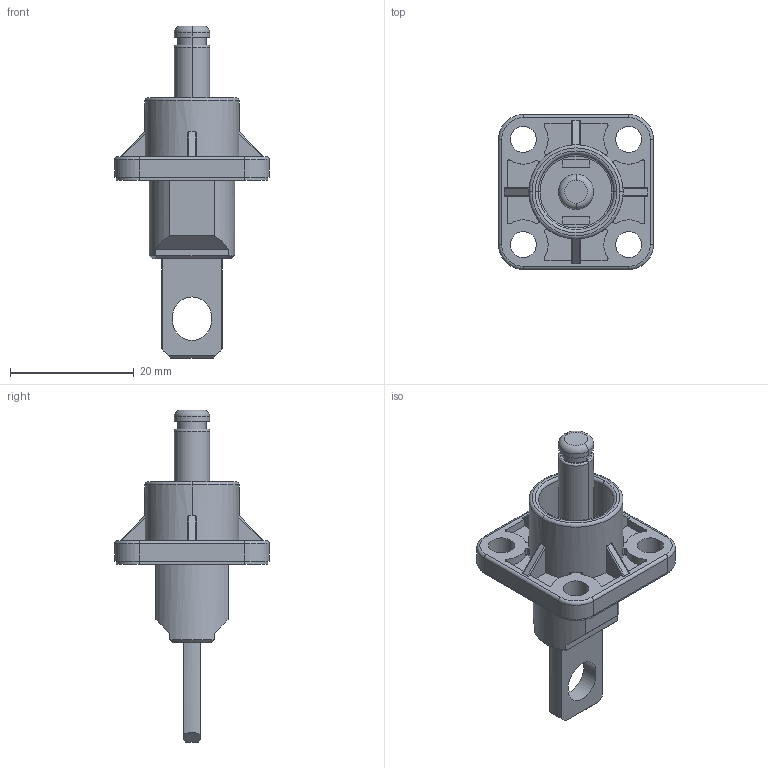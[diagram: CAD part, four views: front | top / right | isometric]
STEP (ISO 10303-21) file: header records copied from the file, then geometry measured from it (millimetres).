
FILE_DESCRIPTION (( 'STEP AP214' ), '1' );
FILE_NAME ('RL9-057-20X-F1.STEP', '2017-01-12T01:14:45', ( '' ), ( '' ), 'SwSTEP 2.0', 'SolidWorks 2014', '' );
FILE_SCHEMA (( 'AUTOMOTIVE_DESIGN' ));
Length unit declared in the file: millimetre
Products named in the file (1): RL9-057-20X-F1
Bounding box: 25 x 25 x 53.6 mm (x, y, z)
Volume: 5059.9 mm3; surface area: 3933.7 mm2
Topology: 1 solids, 1 shells, 198 faces, 523 edges, 341 vertices
Faces by surface type: cylinder 97, plane 84, torus 14, cone 3
Entity records: 6813 total; most frequent: CARTESIAN_POINT 1191, DIRECTION 1102, ORIENTED_EDGE 1046, EDGE_CURVE 523, AXIS2_PLACEMENT_3D 412, VERTEX_POINT 341, VECTOR 278, LINE 278
